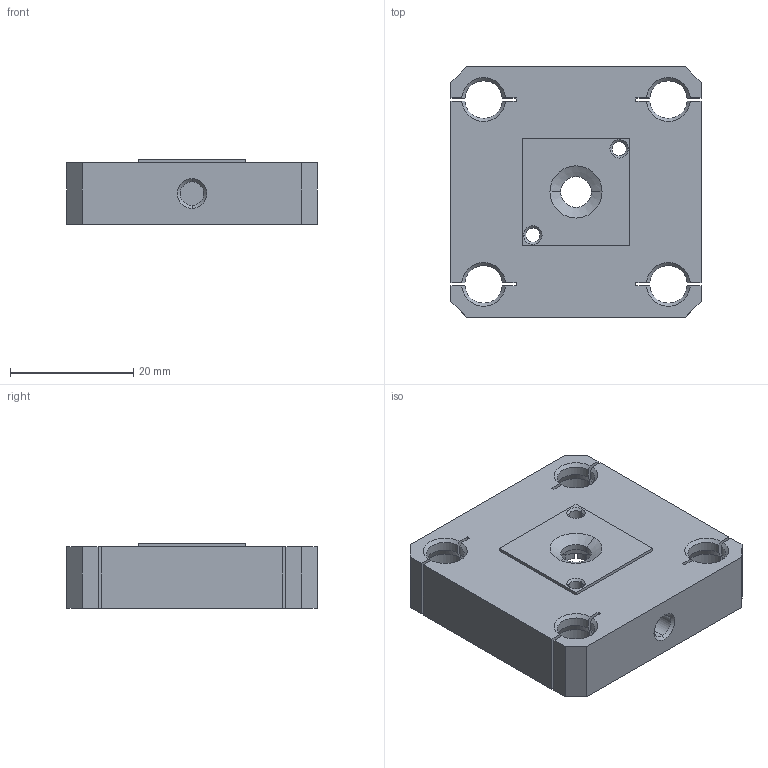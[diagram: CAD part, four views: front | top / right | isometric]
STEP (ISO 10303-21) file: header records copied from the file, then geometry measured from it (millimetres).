
FILE_DESCRIPTION (( 'STEP AP214' ), '1' );
FILE_NAME ('THR-101-010-110_00.STEP', '2025-01-17T14:14:08', ( '' ), ( '' ), 'SwSTEP 2.0', 'SolidWorks 2022', '' );
FILE_SCHEMA (( 'AUTOMOTIVE_DESIGN' ));
Length unit declared in the file: millimetre
Products named in the file (1): THR-101-010-110_00
Bounding box: 40.6 x 40.6 x 10.5 mm (x, y, z)
Volume: 10986.7 mm3; surface area: 8043.7 mm2
Topology: 1 solids, 1 shells, 208 faces, 589 edges, 388 vertices
Faces by surface type: plane 75, cone 70, cylinder 63
Entity records: 7052 total; most frequent: CARTESIAN_POINT 1651, ORIENTED_EDGE 1178, DIRECTION 1084, EDGE_CURVE 589, AXIS2_PLACEMENT_3D 405, VERTEX_POINT 388, VECTOR 274, LINE 274
